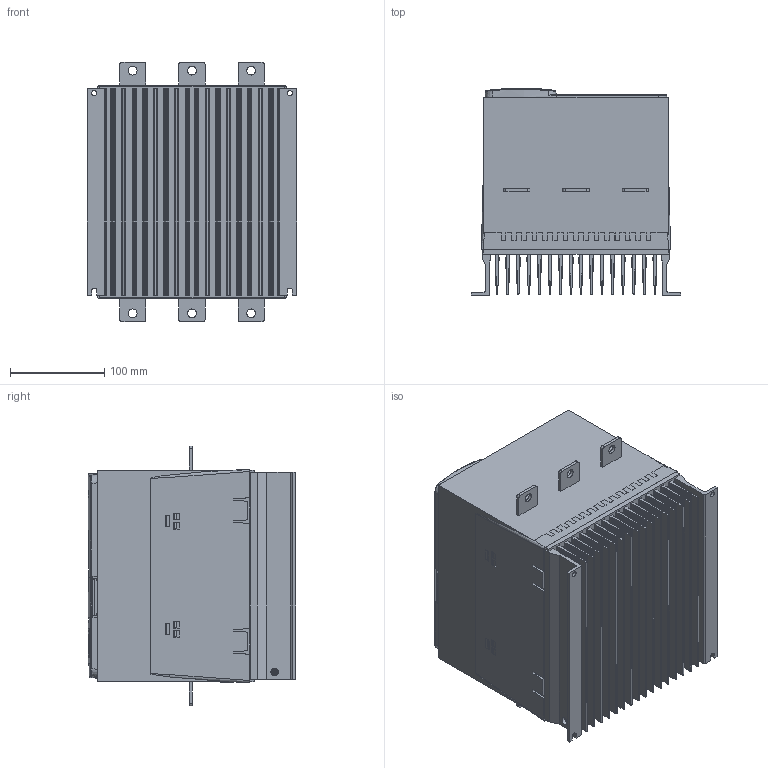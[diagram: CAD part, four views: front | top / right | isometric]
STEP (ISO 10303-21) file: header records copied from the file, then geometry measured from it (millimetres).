
FILE_DESCRIPTION (( 'STEP AP214' ), '1' );
FILE_NAME ('SSW07 MEC C h1 ext1 Coord 1.STEP', '2019-10-08T12:44:36', ( '' ), ( '' ), 'SwSTEP 2.0', 'SolidWorks 2017', '' );
FILE_SCHEMA (( 'AUTOMOTIVE_DESIGN' ));
Products named in the file (1): SSW07 MEC C h1 ext1 Coord 1
Bounding box: 223 x 220.64 x 276 mm (x, y, z)
Volume: 8099258.2 mm3; surface area: 673586.5 mm2
Topology: 1 solids, 2 shells, 6371 faces, 17928 edges, 11933 vertices
Faces by surface type: plane 2722, cylinder 2638, bspline 951, cone 60
Entity records: 254263 total; most frequent: CARTESIAN_POINT 92358, ORIENTED_EDGE 35856, DIRECTION 31962, EDGE_CURVE 17928, VERTEX_POINT 11933, AXIS2_PLACEMENT_3D 11658, LINE 8646, VECTOR 8646
